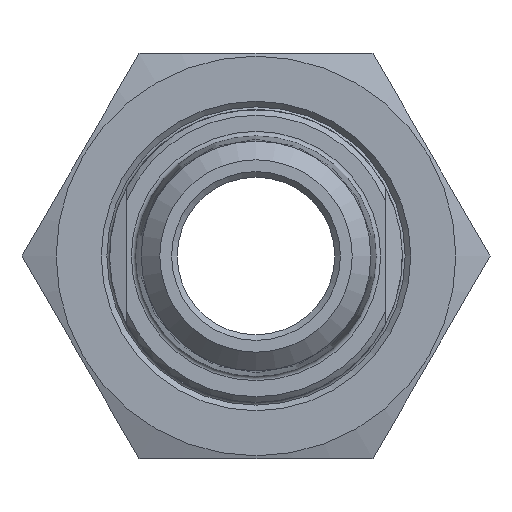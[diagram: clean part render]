
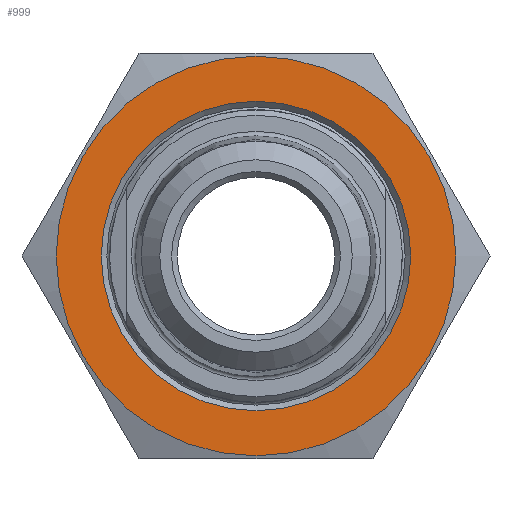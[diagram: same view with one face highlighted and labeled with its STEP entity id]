
A CAD part, left-side view. The second image highlights one B-rep face of the part: STEP entity #999.
In plain terms, the highlighted planar face has unit normal (-1, 0, 0).
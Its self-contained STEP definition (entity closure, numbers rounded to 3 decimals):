
#48=FACE_BOUND('',#172,.T.);
#73=PLANE('',#1145);
#106=FACE_OUTER_BOUND('',#171,.T.);
#171=EDGE_LOOP('',(#724));
#172=EDGE_LOOP('',(#725));
#352=CIRCLE('',#1128,17.75);
#357=CIRCLE('',#1140,13.75);
#440=VERTEX_POINT('',#1674);
#446=VERTEX_POINT('',#1705);
#538=EDGE_CURVE('',#440,#440,#352,.T.);
#551=EDGE_CURVE('',#446,#446,#357,.T.);
#724=ORIENTED_EDGE('',*,*,#538,.T.);
#725=ORIENTED_EDGE('',*,*,#551,.F.);
#999=ADVANCED_FACE('',(#106,#48),#73,.F.);
#1128=AXIS2_PLACEMENT_3D('',#1676,#1287,#1288);
#1140=AXIS2_PLACEMENT_3D('',#1706,#1317,#1318);
#1145=AXIS2_PLACEMENT_3D('',#1716,#1329,#1330);
#1287=DIRECTION('center_axis',(-1.,0.,0.));
#1288=DIRECTION('ref_axis',(0.,1.,0.));
#1317=DIRECTION('center_axis',(-1.,0.,0.));
#1318=DIRECTION('ref_axis',(0.,-1.,0.));
#1329=DIRECTION('center_axis',(1.,0.,0.));
#1330=DIRECTION('ref_axis',(0.,0.,-1.));
#1674=CARTESIAN_POINT('',(-7.75,-17.75,0.));
#1676=CARTESIAN_POINT('Origin',(-7.75,0.,0.));
#1705=CARTESIAN_POINT('',(-7.75,13.75,0.));
#1706=CARTESIAN_POINT('Origin',(-7.75,0.,0.));
#1716=CARTESIAN_POINT('Origin',(-7.75,0.,0.));
